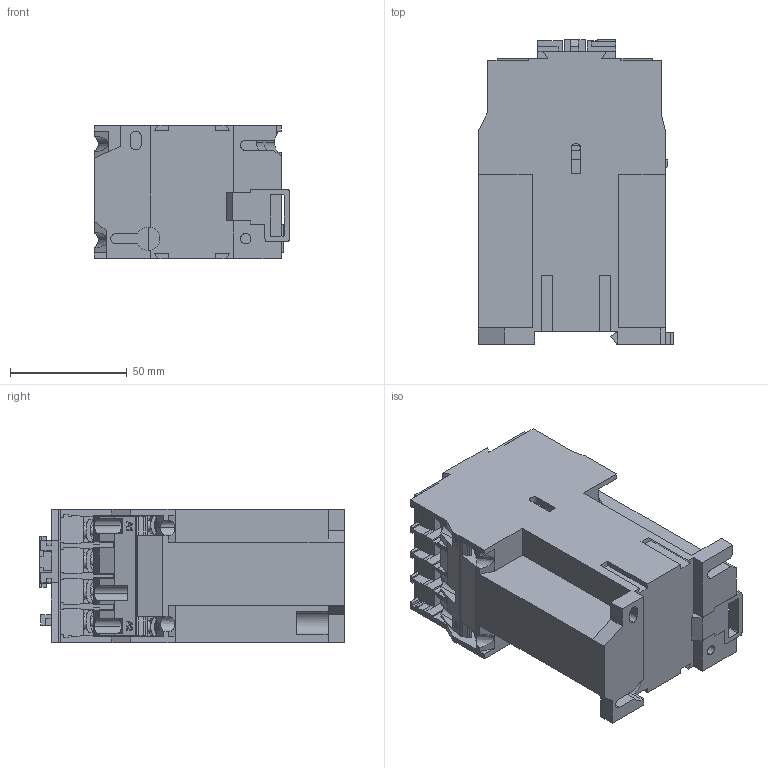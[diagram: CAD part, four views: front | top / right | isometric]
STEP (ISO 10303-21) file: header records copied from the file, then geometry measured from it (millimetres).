
FILE_DESCRIPTION (( 'STEP AP214' ), '1' );
FILE_NAME ('KMD21-025-024-10 Êîíòàêòîð ÊÌÈï-22510 25À 24Â_ÀÑ3 1ÍÎ ÈÝÊ.STEP', '2017-12-27T12:59:02', ( '' ), ( '' ), 'SwSTEP 2.0', 'SolidWorks 2014', '' );
FILE_SCHEMA (( 'AUTOMOTIVE_DESIGN' ));
Length unit declared in the file: millimetre
Products named in the file (1): KMD21-025-024-10 Êîíòàêòîð ÊÌÈï-22510 25À 24Â_ÀÑ3 1ÍÎ ÈÝÊ
Bounding box: 83.5 x 130.5 x 57 mm (x, y, z)
Volume: 429474.9 mm3; surface area: 67861.8 mm2
Topology: 1 solids, 1 shells, 1658 faces, 4760 edges, 3137 vertices
Faces by surface type: plane 1259, cylinder 181, bspline 179, torus 39
Entity records: 63992 total; most frequent: CARTESIAN_POINT 21800, ORIENTED_EDGE 9520, DIRECTION 7540, EDGE_CURVE 4760, LINE 3746, VECTOR 3746, VERTEX_POINT 3137, AXIS2_PLACEMENT_3D 1897
